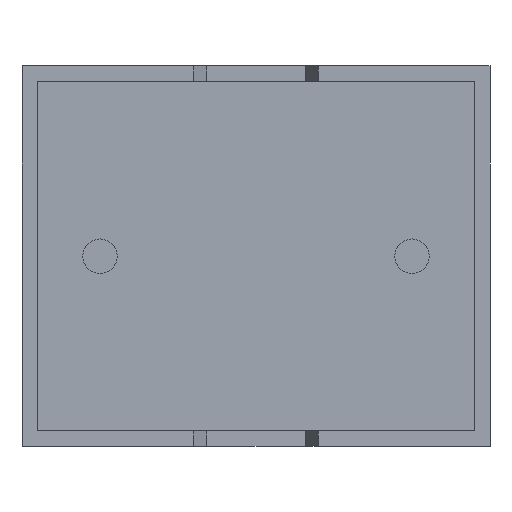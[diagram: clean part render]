
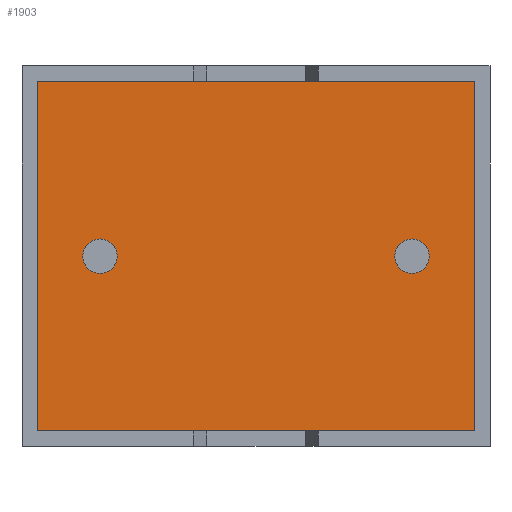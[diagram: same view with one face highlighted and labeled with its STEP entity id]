
A CAD part, front view. The second image highlights one B-rep face of the part: STEP entity #1903.
In plain terms, the highlighted planar face has unit normal (0, -1, 0).
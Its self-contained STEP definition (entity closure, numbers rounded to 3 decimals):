
#25 = CARTESIAN_POINT ( 'NONE',  ( 7.25, 0.75, 0.25 ) ) ;
#143 = ORIENTED_EDGE ( 'NONE', *, *, #1245, .F. ) ;
#163 = CARTESIAN_POINT ( 'NONE',  ( 1.25, 0.75, 3.05 ) ) ;
#186 = DIRECTION ( 'NONE',  ( 0., -1., 0. ) ) ;
#233 = DIRECTION ( 'NONE',  ( 1., 0., 0. ) ) ;
#242 = CARTESIAN_POINT ( 'NONE',  ( 0.25, 0.75, 0.25 ) ) ;
#251 = VECTOR ( 'NONE', #2662, 1000. ) ;
#262 = CIRCLE ( 'NONE', #2991, 0.275 ) ;
#281 = EDGE_CURVE ( 'NONE', #2551, #2581, #836, .T. ) ;
#309 = VERTEX_POINT ( 'NONE', #2824 ) ;
#313 = CARTESIAN_POINT ( 'NONE',  ( 0.25, 0.75, 5.85 ) ) ;
#335 = LINE ( 'NONE', #242, #1586 ) ;
#370 = ORIENTED_EDGE ( 'NONE', *, *, #1994, .F. ) ;
#415 = VERTEX_POINT ( 'NONE', #25 ) ;
#452 = CARTESIAN_POINT ( 'NONE',  ( 1.25, 0.75, 3.325 ) ) ;
#613 = EDGE_CURVE ( 'NONE', #2255, #1053, #1259, .T. ) ;
#656 = FACE_BOUND ( 'NONE', #2750, .T. ) ;
#693 = DIRECTION ( 'NONE',  ( 0., 0., -1. ) ) ;
#700 = EDGE_CURVE ( 'NONE', #309, #415, #335, .T. ) ;
#705 = AXIS2_PLACEMENT_3D ( 'NONE', #2762, #3039, #1240 ) ;
#728 = EDGE_CURVE ( 'NONE', #1053, #2255, #1367, .T. ) ;
#775 = DIRECTION ( 'NONE',  ( 0., -1., 0. ) ) ;
#836 = LINE ( 'NONE', #3047, #1638 ) ;
#894 = CARTESIAN_POINT ( 'NONE',  ( 1.25, 0.75, 2.775 ) ) ;
#1053 = VERTEX_POINT ( 'NONE', #2582 ) ;
#1116 = VERTEX_POINT ( 'NONE', #894 ) ;
#1125 = DIRECTION ( 'NONE',  ( 0., -1., 0. ) ) ;
#1240 = DIRECTION ( 'NONE',  ( 0., 0., -1. ) ) ;
#1245 = EDGE_CURVE ( 'NONE', #1116, #1332, #2874, .T. ) ;
#1253 = CARTESIAN_POINT ( 'NONE',  ( 6.25, 0.75, 2.775 ) ) ;
#1259 = CIRCLE ( 'NONE', #705, 0.275 ) ;
#1332 = VERTEX_POINT ( 'NONE', #452 ) ;
#1353 = PLANE ( 'NONE',  #2304 ) ;
#1362 = CARTESIAN_POINT ( 'NONE',  ( 0., 0.75, 0. ) ) ;
#1367 = CIRCLE ( 'NONE', #1396, 0.275 ) ;
#1396 = AXIS2_PLACEMENT_3D ( 'NONE', #2401, #775, #2440 ) ;
#1400 = ORIENTED_EDGE ( 'NONE', *, *, #281, .T. ) ;
#1405 = EDGE_LOOP ( 'NONE', ( #2605, #1756 ) ) ;
#1433 = ORIENTED_EDGE ( 'NONE', *, *, #700, .T. ) ;
#1586 = VECTOR ( 'NONE', #233, 1000. ) ;
#1633 = CARTESIAN_POINT ( 'NONE',  ( 1.25, 0.75, 3.05 ) ) ;
#1638 = VECTOR ( 'NONE', #2082, 1000. ) ;
#1677 = EDGE_CURVE ( 'NONE', #415, #2551, #2142, .T. ) ;
#1756 = ORIENTED_EDGE ( 'NONE', *, *, #613, .F. ) ;
#1824 = CARTESIAN_POINT ( 'NONE',  ( 0.25, 0.75, 5.85 ) ) ;
#1865 = EDGE_CURVE ( 'NONE', #2581, #309, #3026, .T. ) ;
#1903 = ADVANCED_FACE ( 'NONE', ( #2684, #1912, #656 ), #1353, .T. ) ;
#1912 = FACE_OUTER_BOUND ( 'NONE', #2174, .T. ) ;
#1994 = EDGE_CURVE ( 'NONE', #1332, #1116, #262, .T. ) ;
#2003 = DIRECTION ( 'NONE',  ( 0., 0., -1. ) ) ;
#2025 = DIRECTION ( 'NONE',  ( 0., -1., 0. ) ) ;
#2026 = ORIENTED_EDGE ( 'NONE', *, *, #1677, .T. ) ;
#2082 = DIRECTION ( 'NONE',  ( -1., 0., 0. ) ) ;
#2088 = ORIENTED_EDGE ( 'NONE', *, *, #1865, .T. ) ;
#2142 = LINE ( 'NONE', #2877, #251 ) ;
#2174 = EDGE_LOOP ( 'NONE', ( #2088, #1433, #2026, #1400 ) ) ;
#2255 = VERTEX_POINT ( 'NONE', #1253 ) ;
#2304 = AXIS2_PLACEMENT_3D ( 'NONE', #1362, #2025, #2728 ) ;
#2401 = CARTESIAN_POINT ( 'NONE',  ( 6.25, 0.75, 3.05 ) ) ;
#2421 = VECTOR ( 'NONE', #2003, 1000. ) ;
#2440 = DIRECTION ( 'NONE',  ( 0., 0., -1. ) ) ;
#2551 = VERTEX_POINT ( 'NONE', #3050 ) ;
#2581 = VERTEX_POINT ( 'NONE', #1824 ) ;
#2582 = CARTESIAN_POINT ( 'NONE',  ( 6.25, 0.75, 3.325 ) ) ;
#2605 = ORIENTED_EDGE ( 'NONE', *, *, #728, .F. ) ;
#2662 = DIRECTION ( 'NONE',  ( 0., 0., 1. ) ) ;
#2684 = FACE_BOUND ( 'NONE', #1405, .T. ) ;
#2728 = DIRECTION ( 'NONE',  ( 0., 0., -1. ) ) ;
#2749 = DIRECTION ( 'NONE',  ( 0., 0., -1. ) ) ;
#2750 = EDGE_LOOP ( 'NONE', ( #370, #143 ) ) ;
#2762 = CARTESIAN_POINT ( 'NONE',  ( 6.25, 0.75, 3.05 ) ) ;
#2824 = CARTESIAN_POINT ( 'NONE',  ( 0.25, 0.75, 0.25 ) ) ;
#2874 = CIRCLE ( 'NONE', #2946, 0.275 ) ;
#2877 = CARTESIAN_POINT ( 'NONE',  ( 7.25, 0.75, 0.25 ) ) ;
#2946 = AXIS2_PLACEMENT_3D ( 'NONE', #1633, #186, #693 ) ;
#2991 = AXIS2_PLACEMENT_3D ( 'NONE', #163, #1125, #2749 ) ;
#3026 = LINE ( 'NONE', #313, #2421 ) ;
#3039 = DIRECTION ( 'NONE',  ( 0., -1., 0. ) ) ;
#3047 = CARTESIAN_POINT ( 'NONE',  ( 7.25, 0.75, 5.85 ) ) ;
#3050 = CARTESIAN_POINT ( 'NONE',  ( 7.25, 0.75, 5.85 ) ) ;
